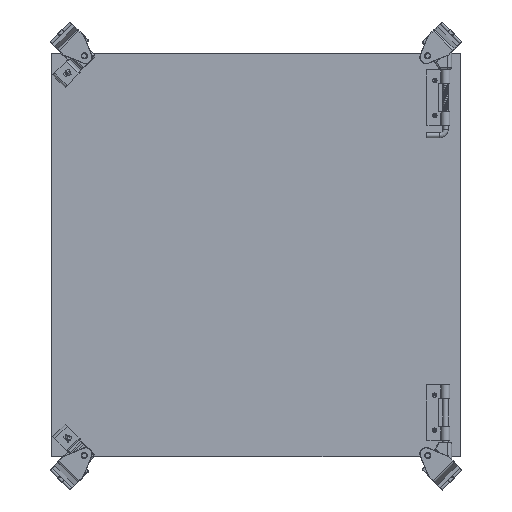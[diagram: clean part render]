
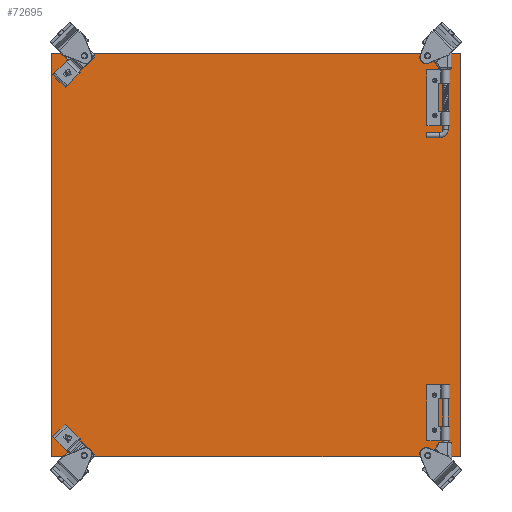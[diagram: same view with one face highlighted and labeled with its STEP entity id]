
A CAD part, top view. The second image highlights one B-rep face of the part: STEP entity #72695.
In plain terms, the highlighted planar face has unit normal (0.002, 0, 1).
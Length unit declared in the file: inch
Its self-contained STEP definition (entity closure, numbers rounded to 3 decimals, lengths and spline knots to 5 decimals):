
#235 = DIRECTION ( 'NONE',  ( -1., 0., 0.002 ) ) ;
#627 = VECTOR ( 'NONE', #19319, 39.37008 ) ;
#1104 = EDGE_LOOP ( 'NONE', ( #61316, #1659, #34976, #31201 ) ) ;
#1659 = ORIENTED_EDGE ( 'NONE', *, *, #78632, .F. ) ;
#2330 = CIRCLE ( 'NONE', #17046, 0.125 ) ;
#3519 = VERTEX_POINT ( 'NONE', #16079 ) ;
#3527 = DIRECTION ( 'NONE',  ( -0.002, 0., -1. ) ) ;
#3840 = VERTEX_POINT ( 'NONE', #55059 ) ;
#4654 = CARTESIAN_POINT ( 'NONE',  ( 6.29981, -4.9709, -2.33511 ) ) ;
#8999 = CARTESIAN_POINT ( 'NONE',  ( 7.27887, -7.17101, -2.33689 ) ) ;
#9083 = EDGE_CURVE ( 'NONE', #3519, #34916, #71652, .T. ) ;
#9207 = ORIENTED_EDGE ( 'NONE', *, *, #53038, .T. ) ;
#9276 = EDGE_LOOP ( 'NONE', ( #66156 ) ) ;
#10480 = DIRECTION ( 'NONE',  ( 1., 0., -0.002 ) ) ;
#10733 = EDGE_LOOP ( 'NONE', ( #15331 ) ) ;
#11822 = AXIS2_PLACEMENT_3D ( 'NONE', #64869, #32145, #58584 ) ;
#12069 = EDGE_CURVE ( 'NONE', #74610, #74610, #35951, .T. ) ;
#12809 = DIRECTION ( 'NONE',  ( 0., -1., 0. ) ) ;
#13505 = ORIENTED_EDGE ( 'NONE', *, *, #12069, .T. ) ;
#15331 = ORIENTED_EDGE ( 'NONE', *, *, #29988, .T. ) ;
#15984 = AXIS2_PLACEMENT_3D ( 'NONE', #74022, #3527, #29130 ) ;
#16079 = CARTESIAN_POINT ( 'NONE',  ( -7.28361, -7.1648, -2.31046 ) ) ;
#16375 = EDGE_LOOP ( 'NONE', ( #13505 ) ) ;
#16737 = AXIS2_PLACEMENT_3D ( 'NONE', #50252, #82117, #31344 ) ;
#17046 = AXIS2_PLACEMENT_3D ( 'NONE', #61597, #54893, #61994 ) ;
#17250 = VERTEX_POINT ( 'NONE', #4654 ) ;
#18541 = CIRCLE ( 'NONE', #34672, 0.07 ) ;
#18978 = CARTESIAN_POINT ( 'NONE',  ( 0.0007, 0.01959, -2.32367 ) ) ;
#19319 = DIRECTION ( 'NONE',  ( 0., 1., 0. ) ) ;
#20357 = DIRECTION ( 'NONE',  ( -0.002, 0., -1. ) ) ;
#25689 = FACE_BOUND ( 'NONE', #33615, .T. ) ;
#28529 = LINE ( 'NONE', #47830, #45279 ) ;
#29072 = EDGE_LOOP ( 'NONE', ( #9207 ) ) ;
#29130 = DIRECTION ( 'NONE',  ( -1., 0., 0.002 ) ) ;
#29988 = EDGE_CURVE ( 'NONE', #43369, #43369, #52925, .T. ) ;
#30753 = FACE_BOUND ( 'NONE', #16375, .T. ) ;
#31201 = ORIENTED_EDGE ( 'NONE', *, *, #9083, .F. ) ;
#31280 = LINE ( 'NONE', #70300, #52040 ) ;
#31344 = DIRECTION ( 'NONE',  ( -1., 0., 0.002 ) ) ;
#31552 = FACE_BOUND ( 'NONE', #10733, .T. ) ;
#31977 = FACE_BOUND ( 'NONE', #33153, .T. ) ;
#32145 = DIRECTION ( 'NONE',  ( -0.002, 0., -1. ) ) ;
#32721 = EDGE_CURVE ( 'NONE', #75101, #3519, #28529, .T. ) ;
#33153 = EDGE_LOOP ( 'NONE', ( #60558 ) ) ;
#33425 = CARTESIAN_POINT ( 'NONE',  ( 6.36981, -4.97093, -2.33523 ) ) ;
#33615 = EDGE_LOOP ( 'NONE', ( #72207 ) ) ;
#34672 = AXIS2_PLACEMENT_3D ( 'NONE', #33425, #54726, #65770 ) ;
#34704 = EDGE_CURVE ( 'NONE', #34916, #59193, #62095, .T. ) ;
#34916 = VERTEX_POINT ( 'NONE', #68518 ) ;
#34976 = ORIENTED_EDGE ( 'NONE', *, *, #34704, .F. ) ;
#35676 = AXIS2_PLACEMENT_3D ( 'NONE', #52251, #20357, #235 ) ;
#35951 = CIRCLE ( 'NONE', #11822, 0.07 ) ;
#37341 = AXIS2_PLACEMENT_3D ( 'NONE', #18978, #76036, #51298 ) ;
#37402 = CARTESIAN_POINT ( 'NONE',  ( -7.27747, 7.2102, -2.31046 ) ) ;
#37729 = EDGE_CURVE ( 'NONE', #63087, #63087, #2330, .T. ) ;
#37881 = FACE_BOUND ( 'NONE', #9276, .T. ) ;
#43369 = VERTEX_POINT ( 'NONE', #53604 ) ;
#43772 = CARTESIAN_POINT ( 'NONE',  ( -6.81046, 6.532, -2.31131 ) ) ;
#45279 = VECTOR ( 'NONE', #65471, 39.37008 ) ;
#45563 = EDGE_CURVE ( 'NONE', #59684, #59684, #61163, .T. ) ;
#46792 = VECTOR ( 'NONE', #10480, 39.37008 ) ;
#47830 = CARTESIAN_POINT ( 'NONE',  ( -7.28361, -7.1648, -2.31046 ) ) ;
#50252 = CARTESIAN_POINT ( 'NONE',  ( -6.69102, -6.48705, -2.31153 ) ) ;
#50263 = CARTESIAN_POINT ( 'NONE',  ( 6.3046, 6.2547, -2.33511 ) ) ;
#51298 = DIRECTION ( 'NONE',  ( -1., 0., 0.002 ) ) ;
#51351 = EDGE_CURVE ( 'NONE', #17250, #17250, #18541, .T. ) ;
#52040 = VECTOR ( 'NONE', #12809, 39.37008 ) ;
#52251 = CARTESIAN_POINT ( 'NONE',  ( 6.37407, 5.00467, -2.33523 ) ) ;
#52925 = CIRCLE ( 'NONE', #16737, 0.125 ) ;
#53038 = EDGE_CURVE ( 'NONE', #3840, #3840, #69590, .T. ) ;
#53604 = CARTESIAN_POINT ( 'NONE',  ( -6.81602, -6.487, -2.31131 ) ) ;
#54726 = DIRECTION ( 'NONE',  ( -0.002, 0., -1. ) ) ;
#54893 = DIRECTION ( 'NONE',  ( -0.002, 0., -1. ) ) ;
#55005 = CARTESIAN_POINT ( 'NONE',  ( 7.285, 7.20398, -2.33689 ) ) ;
#55059 = CARTESIAN_POINT ( 'NONE',  ( 6.29928, -6.2209, -2.33511 ) ) ;
#56368 = PLANE ( 'NONE',  #37341 ) ;
#57612 = FACE_BOUND ( 'NONE', #29072, .T. ) ;
#58584 = DIRECTION ( 'NONE',  ( -1., 0., 0.002 ) ) ;
#59193 = VERTEX_POINT ( 'NONE', #69038 ) ;
#59684 = VERTEX_POINT ( 'NONE', #71836 ) ;
#60558 = ORIENTED_EDGE ( 'NONE', *, *, #51351, .T. ) ;
#61163 = CIRCLE ( 'NONE', #35676, 0.07 ) ;
#61316 = ORIENTED_EDGE ( 'NONE', *, *, #32721, .F. ) ;
#61597 = CARTESIAN_POINT ( 'NONE',  ( -6.68546, 6.53195, -2.31153 ) ) ;
#61994 = DIRECTION ( 'NONE',  ( -1., 0., 0.002 ) ) ;
#62095 = LINE ( 'NONE', #55005, #46792 ) ;
#63087 = VERTEX_POINT ( 'NONE', #43772 ) ;
#64869 = CARTESIAN_POINT ( 'NONE',  ( 6.3746, 6.25467, -2.33523 ) ) ;
#65471 = DIRECTION ( 'NONE',  ( -1., 0., 0.002 ) ) ;
#65770 = DIRECTION ( 'NONE',  ( -1., 0., 0.002 ) ) ;
#66156 = ORIENTED_EDGE ( 'NONE', *, *, #45563, .T. ) ;
#68518 = CARTESIAN_POINT ( 'NONE',  ( -7.27747, 7.2102, -2.31046 ) ) ;
#69038 = CARTESIAN_POINT ( 'NONE',  ( 7.285, 7.20398, -2.33689 ) ) ;
#69590 = CIRCLE ( 'NONE', #15984, 0.07 ) ;
#69778 = FACE_OUTER_BOUND ( 'NONE', #1104, .T. ) ;
#70300 = CARTESIAN_POINT ( 'NONE',  ( 7.28194, 0.01648, -2.33689 ) ) ;
#71652 = LINE ( 'NONE', #37402, #627 ) ;
#71836 = CARTESIAN_POINT ( 'NONE',  ( 6.30407, 5.0047, -2.33511 ) ) ;
#72207 = ORIENTED_EDGE ( 'NONE', *, *, #37729, .T. ) ;
#72695 = ADVANCED_FACE ( 'NONE', ( #57612, #31977, #37881, #30753, #31552, #25689, #69778 ), #56368, .F. ) ;
#74022 = CARTESIAN_POINT ( 'NONE',  ( 6.36928, -6.22093, -2.33523 ) ) ;
#74610 = VERTEX_POINT ( 'NONE', #50263 ) ;
#75101 = VERTEX_POINT ( 'NONE', #8999 ) ;
#76036 = DIRECTION ( 'NONE',  ( -0.002, 0., -1. ) ) ;
#78632 = EDGE_CURVE ( 'NONE', #59193, #75101, #31280, .T. ) ;
#82117 = DIRECTION ( 'NONE',  ( -0.002, 0., -1. ) ) ;
